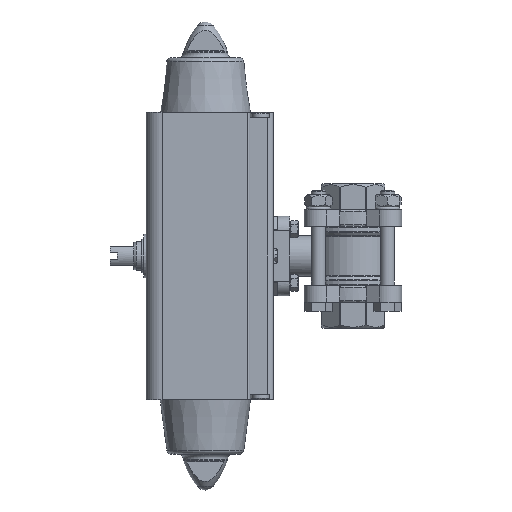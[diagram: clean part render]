
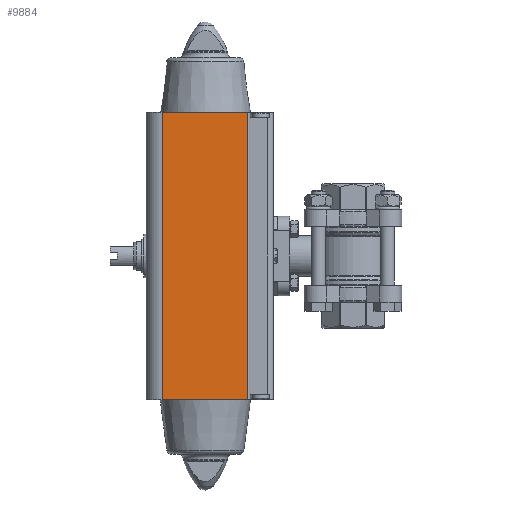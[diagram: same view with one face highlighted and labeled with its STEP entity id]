
A CAD part, left-side view. The second image highlights one B-rep face of the part: STEP entity #9884.
In plain terms, the highlighted planar face has unit normal (-1, 0, 0).
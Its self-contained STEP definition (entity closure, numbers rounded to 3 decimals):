
#2724=ORIENTED_EDGE('',*,*,#4502,.T.);
#2725=ORIENTED_EDGE('',*,*,#4541,.F.);
#2726=ORIENTED_EDGE('',*,*,#4527,.F.);
#2727=ORIENTED_EDGE('',*,*,#4542,.T.);
#4502=EDGE_CURVE('',#5582,#5581,#6383,.T.);
#4527=EDGE_CURVE('',#5600,#5601,#6397,.T.);
#4541=EDGE_CURVE('',#5601,#5581,#6398,.T.);
#4542=EDGE_CURVE('',#5600,#5582,#6399,.T.);
#5581=VERTEX_POINT('',#16685);
#5582=VERTEX_POINT('',#16687);
#5600=VERTEX_POINT('',#16733);
#5601=VERTEX_POINT('',#16735);
#6383=LINE('',#16686,#7140);
#6397=LINE('',#16734,#7154);
#6398=LINE('',#16820,#7155);
#6399=LINE('',#16821,#7156);
#7140=VECTOR('',#13040,1000.);
#7154=VECTOR('',#13084,1000.);
#7155=VECTOR('',#13109,1000.);
#7156=VECTOR('',#13110,1000.);
#7951=EDGE_LOOP('',(#2724,#2725,#2726,#2727));
#8808=FACE_BOUND('',#7951,.T.);
#9372=PLANE('',#10879);
#9884=ADVANCED_FACE('',(#8808),#9372,.F.);
#10879=AXIS2_PLACEMENT_3D('',#16819,#13107,#13108);
#13040=DIRECTION('',(0.,-1.,0.));
#13084=DIRECTION('',(0.,-1.,0.));
#13107=DIRECTION('',(1.,0.,0.));
#13108=DIRECTION('',(0.,0.,-1.));
#13109=DIRECTION('',(0.,0.,-1.));
#13110=DIRECTION('',(0.,0.,-1.));
#16685=CARTESIAN_POINT('',(-32.7,-23.516,-79.6));
#16686=CARTESIAN_POINT('',(-32.7,23.9,-79.6));
#16687=CARTESIAN_POINT('',(-32.7,23.9,-79.6));
#16733=CARTESIAN_POINT('',(-32.7,23.9,79.6));
#16734=CARTESIAN_POINT('',(-32.7,23.9,79.6));
#16735=CARTESIAN_POINT('',(-32.7,-23.516,79.6));
#16819=CARTESIAN_POINT('',(-32.7,23.9,79.6));
#16820=CARTESIAN_POINT('',(-32.7,-23.516,79.6));
#16821=CARTESIAN_POINT('',(-32.7,23.9,79.6));
